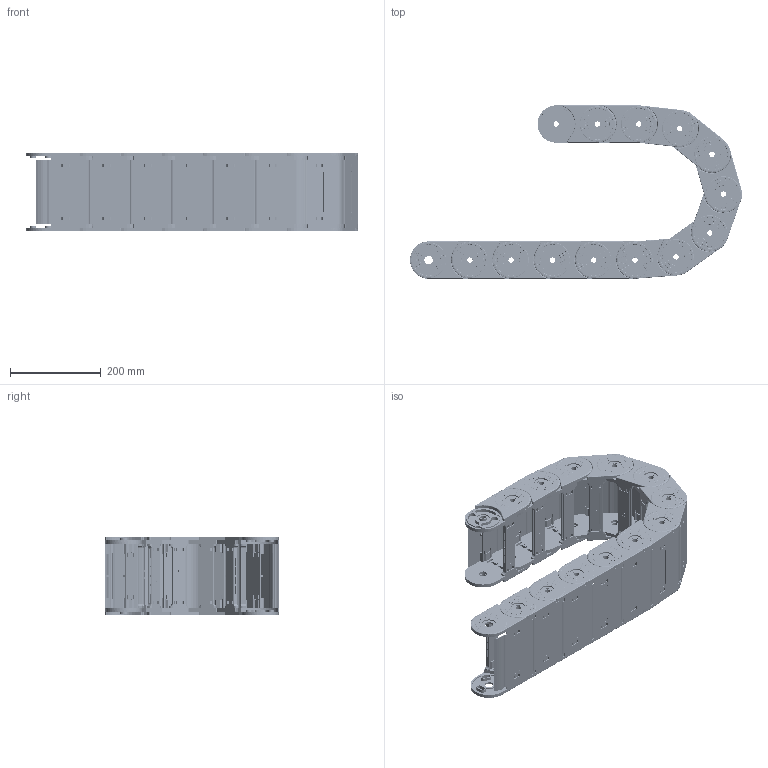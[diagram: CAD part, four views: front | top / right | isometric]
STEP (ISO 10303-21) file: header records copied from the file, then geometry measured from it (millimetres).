
FILE_DESCRIPTION (( 'STEP AP214' ), '1' );
FILE_NAME ('CK60-Y140-R150.STEP', '2019-09-06T11:56:11', ( '' ), ( '' ), 'SwSTEP 2.0', 'SolidWorks 2017', '' );
FILE_SCHEMA (( 'AUTOMOTIVE_DESIGN' ));
Length unit declared in the file: millimetre
Products named in the file (2): CK60-Y140-R150; CK60-Y140
Assembly tree (13 placements, depth 2):
  CK60-Y140-R150
    CK60-Y140  x13
Bounding box: 731.96 x 382.41 x 173.06 mm (x, y, z)
Volume: 3347359.2 mm3; surface area: 1963163.8 mm2
Topology: 52 solids, 52 shells, 12753 faces, 33761 edges, 22022 vertices
Faces by surface type: plane 5902, cylinder 3627, bspline 2756, torus 364, sphere 104
Entity records: 40576 total; most frequent: CARTESIAN_POINT 17802, ORIENTED_EDGE 5178, DIRECTION 4105, EDGE_CURVE 2589, VERTEX_POINT 1694, LINE 1495, VECTOR 1495, AXIS2_PLACEMENT_3D 1305
